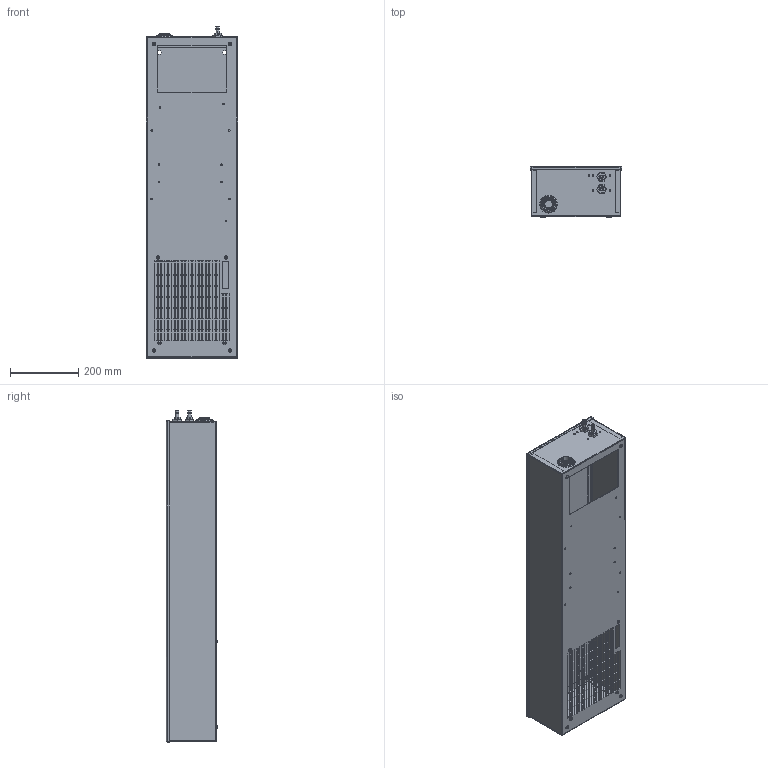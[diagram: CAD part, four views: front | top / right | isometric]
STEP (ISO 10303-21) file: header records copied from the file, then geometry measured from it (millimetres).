
FILE_DESCRIPTION((''),'2;1');
FILE_NAME('RK2125-510_COMPLETE_ASM_1_ASM','2018-01-16T',('briang'),(''),'CREO PARAMETRIC BY PTC INC, 2017170','CREO PARAMETRIC BY PTC INC, 2017170','');
FILE_SCHEMA(('CONFIG_CONTROL_DESIGN'));
Length unit declared in the file: millimetre
Products named in the file (12): RK2125-510_HOUSING_1; POPNUT_M6_HEX_CLOSED_ST_1; RK2125-510_HOUSING_ASM_1_ASM; SCREW_DIN_7500C-M5X10_1; DRAIN_BUSH_1; DRAIN_BUSH_NUT_1; RK2125-948_COVER_1; RK2125-948_COVER_ASM_1_ASM; INTEGRATED_1_4_TO_10MM_REDUCER_; QUARTER_INCH_TO_10MM_NOZZLE_1; RK2125-CU_FITTINGS_ASSY_ASM_1_ASM; RK2125-510_COMPLETE_ASM_1_ASM
Assembly tree (19 placements, depth 3):
  RK2125-510_COMPLETE_ASM_1_ASM
    RK2125-510_HOUSING_ASM_1_ASM
      RK2125-510_HOUSING_1
      POPNUT_M6_HEX_CLOSED_ST_1  x4
    SCREW_DIN_7500C-M5X10_1  x4
    DRAIN_BUSH_1
    DRAIN_BUSH_NUT_1
    RK2125-948_COVER_ASM_1_ASM
      RK2125-948_COVER_1
    RK2125-CU_FITTINGS_ASSY_ASM_1_ASM
      INTEGRATED_1_4_TO_10MM_REDUCER_  x2
      QUARTER_INCH_TO_10MM_NOZZLE_1  x2
Bounding box: 266 x 150.1 x 970.46 mm (x, y, z)
Volume: 843098 mm3; surface area: 1680584.7 mm2
Topology: 16 solids, 20 shells, 1636 faces, 4270 edges, 2682 vertices
Faces by surface type: plane 1214, cylinder 180, cone 122, bspline 54, torus 50, sphere 16
Entity records: 41624 total; most frequent: CARTESIAN_POINT 8435, ORIENTED_EDGE 6896, DIRECTION 6392, EDGE_CURVE 3448, VECTOR 2876, LINE 2876, VERTEX_POINT 2235, AXIS2_PLACEMENT_3D 1758
